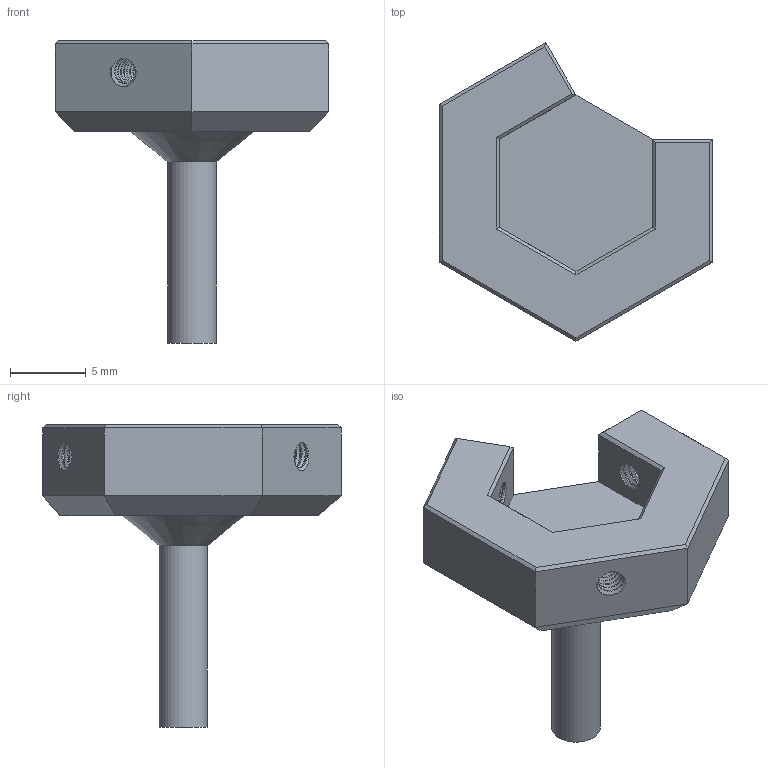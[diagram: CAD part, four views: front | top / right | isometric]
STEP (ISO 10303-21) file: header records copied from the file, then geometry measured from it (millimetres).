
FILE_DESCRIPTION(/* description */ (''),/* implementation_level */ '2;1');
FILE_NAME(/* name */ 'Holder v20.step',/* time_stamp */ '2023-11-14T08:29:23+01:00',/* author */ (''),/* organization */ (''),/* preprocessor_version */ 'ST-DEVELOPER v20',/* originating_system */ 'Autodesk Translation Framework v12.14.0.127',/* authorisation */ '');
FILE_SCHEMA (('AUTOMOTIVE_DESIGN { 1 0 10303 214 3 1 1 }'));
Length unit declared in the file: millimetre
Products named in the file (1): Holder
Bounding box: 18.1 x 19.75 x 20 mm (x, y, z)
Volume: 1175.2 mm3; surface area: 1124.7 mm2
Topology: 1 solids, 1 shells, 108 faces, 296 edges, 191 vertices
Faces by surface type: cylinder 67, plane 34, bspline 6, cone 1
Full cylindrical faces by diameter (mm): 1.673 x14, 2.074 x17, 3.2 x1
Entity records: 8129 total; most frequent: CARTESIAN_POINT 5643, ORIENTED_EDGE 592, DIRECTION 373, EDGE_CURVE 296, VERTEX_POINT 191, B_SPLINE_CURVE_WITH_KNOTS 144, LINE 137, VECTOR 137
